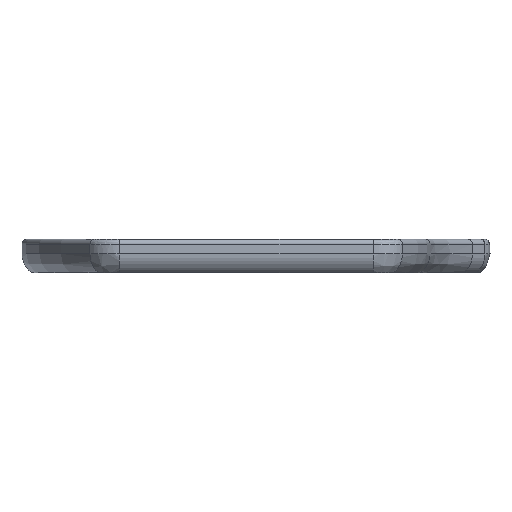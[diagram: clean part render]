
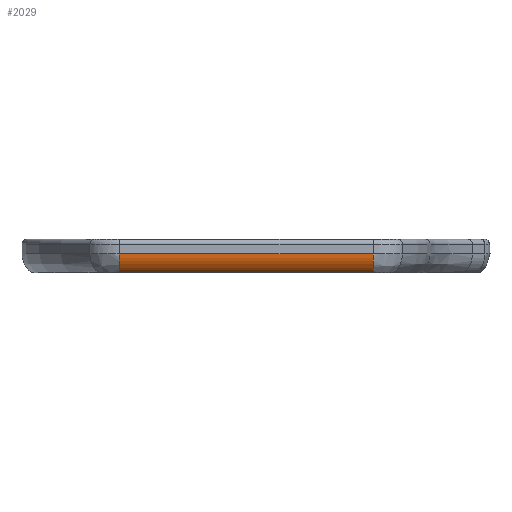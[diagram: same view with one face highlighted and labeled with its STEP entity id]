
A CAD part, left-side view. The second image highlights one B-rep face of the part: STEP entity #2029.
In plain terms, the highlighted free-form (B-spline) face has degree [2, 1] with [3, 2] control points.
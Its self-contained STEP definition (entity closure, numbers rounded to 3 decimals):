
#24=ELLIPSE('',#2261,4.69,4.689);
#25=ELLIPSE('',#2262,4.69,4.689);
#36=(
BOUNDED_SURFACE()
B_SPLINE_SURFACE(2,1,((#4186,#4187),(#4188,#4189),(#4190,#4191)),
 .UNSPECIFIED.,.F.,.F.,.F.)
B_SPLINE_SURFACE_WITH_KNOTS((3,3),(2,2),(0.583,1.543),
(0.,6.191),.UNSPECIFIED.)
GEOMETRIC_REPRESENTATION_ITEM()
RATIONAL_B_SPLINE_SURFACE(((1.,1.),(0.887,0.887),
(1.,1.)))
REPRESENTATION_ITEM('')
SURFACE()
);
#217=FACE_OUTER_BOUND('',#359,.T.);
#359=EDGE_LOOP('',(#1748,#1749,#1750,#1751));
#450=LINE('',#3065,#575);
#480=LINE('',#3505,#605);
#575=VECTOR('',#2362,10.);
#605=VECTOR('',#2496,10.);
#846=VERTEX_POINT('',#3053);
#847=VERTEX_POINT('',#3064);
#908=VERTEX_POINT('',#3499);
#909=VERTEX_POINT('',#3503);
#1034=EDGE_CURVE('',#846,#847,#450,.T.);
#1118=EDGE_CURVE('',#909,#908,#480,.T.);
#1247=EDGE_CURVE('',#909,#847,#24,.T.);
#1248=EDGE_CURVE('',#908,#846,#25,.T.);
#1748=ORIENTED_EDGE('',*,*,#1248,.F.);
#1749=ORIENTED_EDGE('',*,*,#1118,.F.);
#1750=ORIENTED_EDGE('',*,*,#1247,.T.);
#1751=ORIENTED_EDGE('',*,*,#1034,.F.);
#2029=ADVANCED_FACE('',(#217),#36,.T.);
#2261=AXIS2_PLACEMENT_3D('',#4185,#2771,#2772);
#2262=AXIS2_PLACEMENT_3D('',#4192,#2773,#2774);
#2362=DIRECTION('',(0.,1.,0.));
#2496=DIRECTION('',(0.,-1.,0.));
#2771=DIRECTION('center_axis',(0.,-1.,0.));
#2772=DIRECTION('ref_axis',(-0.028,0.,-1.));
#2773=DIRECTION('center_axis',(0.,-1.,0.));
#2774=DIRECTION('ref_axis',(-0.028,0.,-1.));
#3053=CARTESIAN_POINT('',(128.766,-84.21,-3.));
#3064=CARTESIAN_POINT('',(128.766,-32.618,-3.));
#3065=CARTESIAN_POINT('',(128.766,-84.21,-3.));
#3499=CARTESIAN_POINT('',(126.767,-84.21,0.842));
#3503=CARTESIAN_POINT('',(126.767,-32.618,0.842));
#3505=CARTESIAN_POINT('',(126.767,-84.21,0.842));
#4185=CARTESIAN_POINT('Origin',(131.456,-32.618,0.842));
#4186=CARTESIAN_POINT('Ctrl Pts',(128.766,-84.21,-3.));
#4187=CARTESIAN_POINT('Ctrl Pts',(128.766,-22.299,-3.));
#4188=CARTESIAN_POINT('Ctrl Pts',(126.767,-84.21,-1.6));
#4189=CARTESIAN_POINT('Ctrl Pts',(126.767,-22.299,-1.6));
#4190=CARTESIAN_POINT('Ctrl Pts',(126.767,-84.21,0.842));
#4191=CARTESIAN_POINT('Ctrl Pts',(126.767,-22.299,0.842));
#4192=CARTESIAN_POINT('Origin',(131.456,-84.21,0.842));
